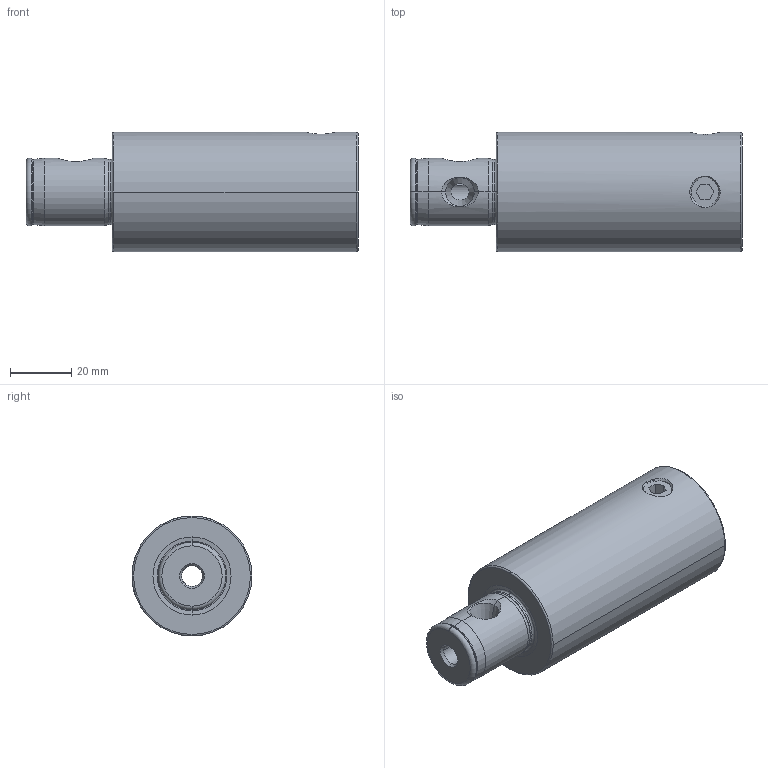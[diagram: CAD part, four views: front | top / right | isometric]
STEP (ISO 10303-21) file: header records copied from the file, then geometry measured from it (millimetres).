
FILE_DESCRIPTION (( 'STEP AP214' ), '1' );
FILE_NAME ('WH4-WH4.001.080.STEP', '2015-09-25T12:15:14', ( 'SWIAdmin' ), ( 'Hewlett-Packard Company' ), 'SwSTEP 2.0', 'SolidWorks 2015', '' );
FILE_SCHEMA (( 'AUTOMOTIVE_DESIGN' ));
Length unit declared in the file: millimetre
Products named in the file (3): WH4-ER1.001.015; WH4-WH4.001.080_A; WH4-WH4.001.080
Assembly tree (3 placements, depth 2):
  WH4-WH4.001.080
    WH4-WH4.001.080_A
    WH4-ER1.001.015  x2
Bounding box: 108 x 39 x 39 mm (x, y, z)
Volume: 92009.2 mm3; surface area: 19218.6 mm2
Topology: 3 solids, 3 shells, 94 faces, 215 edges, 126 vertices
Faces by surface type: torus 24, cone 24, plane 22, cylinder 20, bspline 4
Entity records: 3215 total; most frequent: CARTESIAN_POINT 1236, DIRECTION 404, ORIENTED_EDGE 366, EDGE_CURVE 183, AXIS2_PLACEMENT_3D 171, VERTEX_POINT 106, CIRCLE 90, EDGE_LOOP 87
